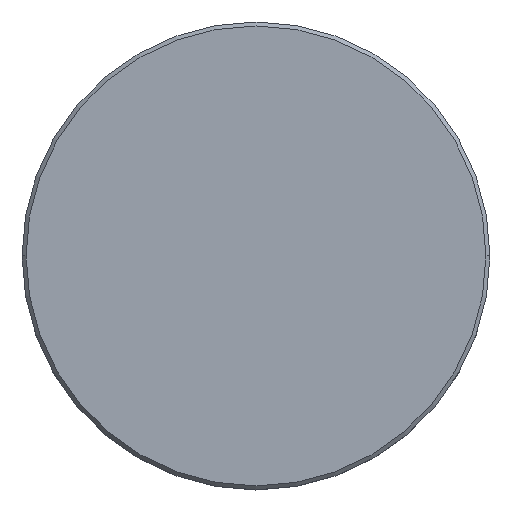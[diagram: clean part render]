
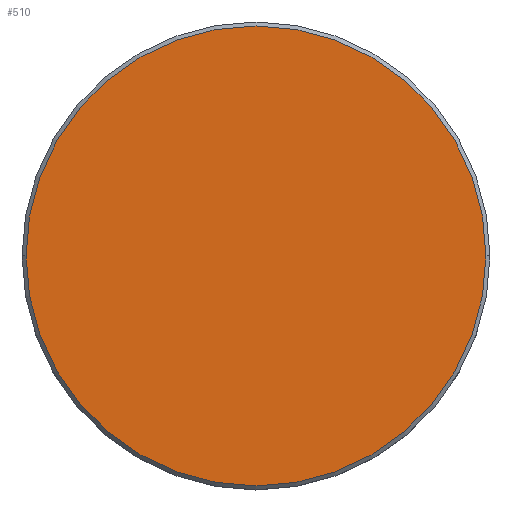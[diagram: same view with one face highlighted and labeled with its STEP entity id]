
A CAD part, top view. The second image highlights one B-rep face of the part: STEP entity #510.
In plain terms, the highlighted planar face has unit normal (0, 0, 1).
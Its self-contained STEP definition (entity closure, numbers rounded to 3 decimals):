
#55 = VERTEX_POINT ( 'NONE', #862 ) ;
#69 = EDGE_CURVE ( 'NONE', #55, #535, #152, .T. ) ;
#123 = CARTESIAN_POINT ( 'NONE',  ( 0., 0., 0. ) ) ;
#146 = DIRECTION ( 'NONE',  ( 0., 0., 1. ) ) ;
#150 = DIRECTION ( 'NONE',  ( 1., 0., 0. ) ) ;
#152 = CIRCLE ( 'NONE', #810, 29. ) ;
#336 = DIRECTION ( 'NONE',  ( 0., 0., 1. ) ) ;
#345 = DIRECTION ( 'NONE',  ( 1., 0., 0. ) ) ;
#353 = DIRECTION ( 'NONE',  ( 0., 0., 1. ) ) ;
#441 = CIRCLE ( 'NONE', #927, 29. ) ;
#510 = ADVANCED_FACE ( 'NONE', ( #515 ), #617, .T. ) ;
#515 = FACE_OUTER_BOUND ( 'NONE', #1075, .T. ) ;
#534 = CARTESIAN_POINT ( 'NONE',  ( 0., 0., 0. ) ) ;
#535 = VERTEX_POINT ( 'NONE', #1061 ) ;
#569 = EDGE_CURVE ( 'NONE', #535, #55, #441, .T. ) ;
#588 = DIRECTION ( 'NONE',  ( 1., 0., 0. ) ) ;
#617 = PLANE ( 'NONE',  #1042 ) ;
#695 = ORIENTED_EDGE ( 'NONE', *, *, #69, .T. ) ;
#810 = AXIS2_PLACEMENT_3D ( 'NONE', #123, #146, #588 ) ;
#862 = CARTESIAN_POINT ( 'NONE',  ( -29., 0., 0. ) ) ;
#927 = AXIS2_PLACEMENT_3D ( 'NONE', #1162, #353, #150 ) ;
#1042 = AXIS2_PLACEMENT_3D ( 'NONE', #534, #336, #345 ) ;
#1061 = CARTESIAN_POINT ( 'NONE',  ( 29., 0., 0. ) ) ;
#1075 = EDGE_LOOP ( 'NONE', ( #695, #1161 ) ) ;
#1161 = ORIENTED_EDGE ( 'NONE', *, *, #569, .T. ) ;
#1162 = CARTESIAN_POINT ( 'NONE',  ( 0., 0., 0. ) ) ;
